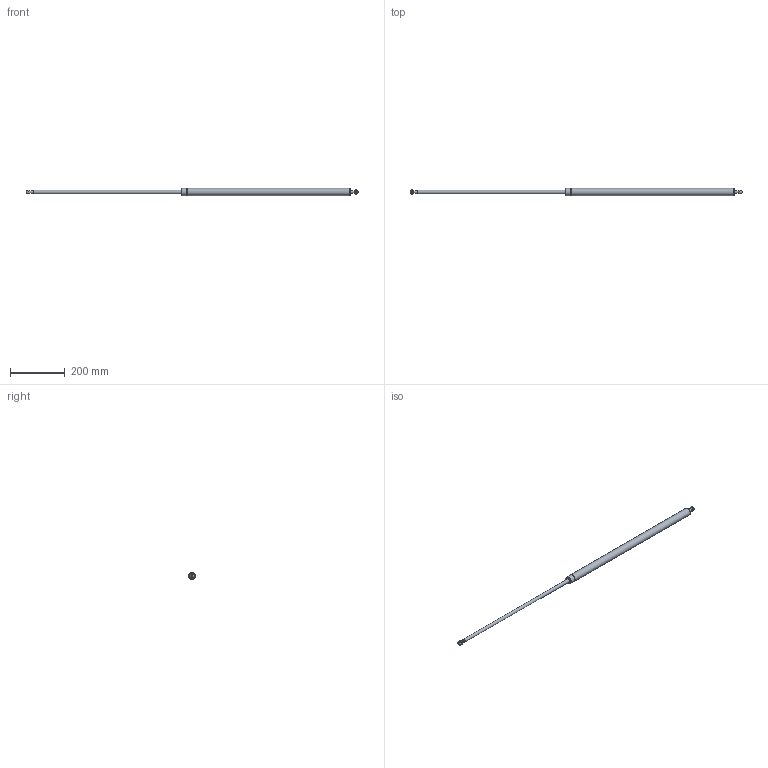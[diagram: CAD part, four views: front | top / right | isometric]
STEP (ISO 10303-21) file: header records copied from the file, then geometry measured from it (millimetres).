
FILE_DESCRIPTION(/* description */ (''),/* implementation_level */ '2;1');
FILE_NAME(/* name */ 'DR_SB-1200-H.stp',/* time_stamp */ '2023-11-29T16:30:58+09:00',/* author */ ('user'),/* organization */ (''),/* preprocessor_version */ 'ST-DEVELOPER v15.6',/* originating_system */ 'Autodesk Inventor 2015',/* authorisation */ '');
FILE_SCHEMA (('AUTOMOTIVE_DESIGN { 1 0 10303 214 3 1 1 }'));
Length unit declared in the file: millimetre
Products named in the file (5): DR_SB-1200-H HOLE; DR_SB-1200-BASE; DR_SB-1200-SUPPORT; DR_SB-1200-RING; DR_SB-1200-H
Bounding box: 1215.5 x 27 x 27 mm (x, y, z)
Volume: 335113.9 mm3; surface area: 102459.7 mm2
Topology: 5 solids, 5 shells, 49 faces, 90 edges, 56 vertices
Faces by surface type: cylinder 21, plane 19, cone 4, torus 3, sphere 2
Full cylindrical faces by diameter (mm): 7.134 x2, 8 x4, 10 x1, 10.5 x2, 12.5 x1, 13 x1, 18 x3, 26 x1, 27 x2
Entity records: 911 total; most frequent: DIRECTION 170, CARTESIAN_POINT 132, AXIS2_PLACEMENT_3D 85, ORIENTED_EDGE 78, EDGE_LOOP 68, EDGE_CURVE 39, ADVANCED_FACE 38, FACE_OUTER_BOUND 37
